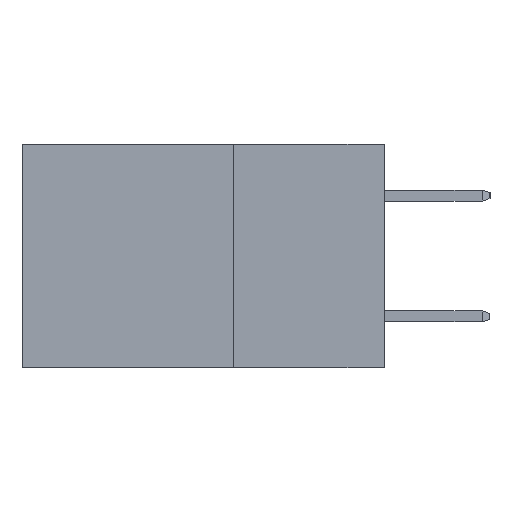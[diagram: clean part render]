
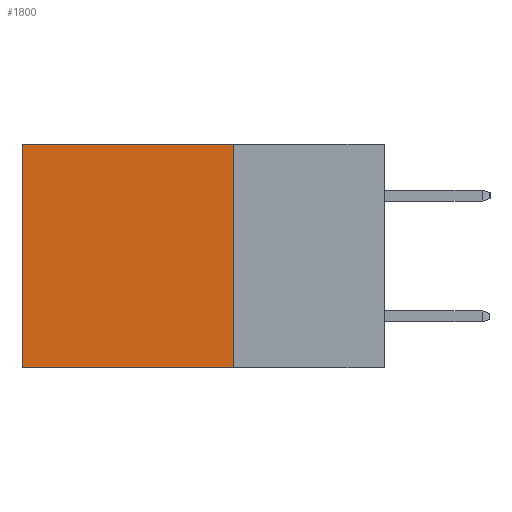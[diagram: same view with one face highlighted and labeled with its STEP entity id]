
A CAD part, left-side view. The second image highlights one B-rep face of the part: STEP entity #1800.
In plain terms, the highlighted planar face has unit normal (-1, 0, 0).
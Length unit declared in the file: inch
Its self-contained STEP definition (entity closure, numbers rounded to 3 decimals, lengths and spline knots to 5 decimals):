
#64 = DIRECTION ( 'NONE',  ( 0., 1., 0. ) ) ;
#221 = LINE ( 'NONE', #4690, #10142 ) ;
#282 = CARTESIAN_POINT ( 'NONE',  ( 0.298, 0.6, -0.37 ) ) ;
#1800 = ADVANCED_FACE ( 'NONE', ( #14543 ), #17082, .F. ) ;
#2768 = LINE ( 'NONE', #10053, #8258 ) ;
#4690 = CARTESIAN_POINT ( 'NONE',  ( 0.298, 0.6, 0. ) ) ;
#5635 = VERTEX_POINT ( 'NONE', #14066 ) ;
#5677 = CARTESIAN_POINT ( 'NONE',  ( 0.298, 0.25, 0. ) ) ;
#5810 = CARTESIAN_POINT ( 'NONE',  ( 0.298, 0.25, 0. ) ) ;
#5885 = EDGE_CURVE ( 'NONE', #5635, #6822, #221, .T. ) ;
#6822 = VERTEX_POINT ( 'NONE', #282 ) ;
#7496 = EDGE_LOOP ( 'NONE', ( #8154, #19102, #18470, #19398 ) ) ;
#7625 = LINE ( 'NONE', #16461, #12057 ) ;
#8154 = ORIENTED_EDGE ( 'NONE', *, *, #5885, .T. ) ;
#8258 = VECTOR ( 'NONE', #64, 39.37008 ) ;
#10053 = CARTESIAN_POINT ( 'NONE',  ( 0.298, 0.25, -0.37 ) ) ;
#10142 = VECTOR ( 'NONE', #17658, 39.37008 ) ;
#10172 = DIRECTION ( 'NONE',  ( 0., 1., 0. ) ) ;
#10710 = EDGE_CURVE ( 'NONE', #13719, #5635, #7625, .T. ) ;
#11205 = CARTESIAN_POINT ( 'NONE',  ( 0.298, 0.25, -0.37 ) ) ;
#12057 = VECTOR ( 'NONE', #10172, 39.37008 ) ;
#13206 = EDGE_CURVE ( 'NONE', #13719, #18799, #19922, .T. ) ;
#13211 = DIRECTION ( 'NONE',  ( 0., 0., -1. ) ) ;
#13719 = VERTEX_POINT ( 'NONE', #5677 ) ;
#14066 = CARTESIAN_POINT ( 'NONE',  ( 0.298, 0.6, 0. ) ) ;
#14543 = FACE_OUTER_BOUND ( 'NONE', #7496, .T. ) ;
#15765 = DIRECTION ( 'NONE',  ( 0., 0., -1. ) ) ;
#15967 = DIRECTION ( 'NONE',  ( 1., 0., 0. ) ) ;
#16319 = VECTOR ( 'NONE', #15765, 39.37008 ) ;
#16461 = CARTESIAN_POINT ( 'NONE',  ( 0.298, 0.25, 0. ) ) ;
#17082 = PLANE ( 'NONE',  #20615 ) ;
#17658 = DIRECTION ( 'NONE',  ( 0., 0., -1. ) ) ;
#17977 = EDGE_CURVE ( 'NONE', #18799, #6822, #2768, .T. ) ;
#18470 = ORIENTED_EDGE ( 'NONE', *, *, #13206, .F. ) ;
#18799 = VERTEX_POINT ( 'NONE', #11205 ) ;
#18829 = CARTESIAN_POINT ( 'NONE',  ( 0.298, 0.25, 0. ) ) ;
#19102 = ORIENTED_EDGE ( 'NONE', *, *, #17977, .F. ) ;
#19398 = ORIENTED_EDGE ( 'NONE', *, *, #10710, .T. ) ;
#19922 = LINE ( 'NONE', #18829, #16319 ) ;
#20615 = AXIS2_PLACEMENT_3D ( 'NONE', #5810, #15967, #13211 ) ;
